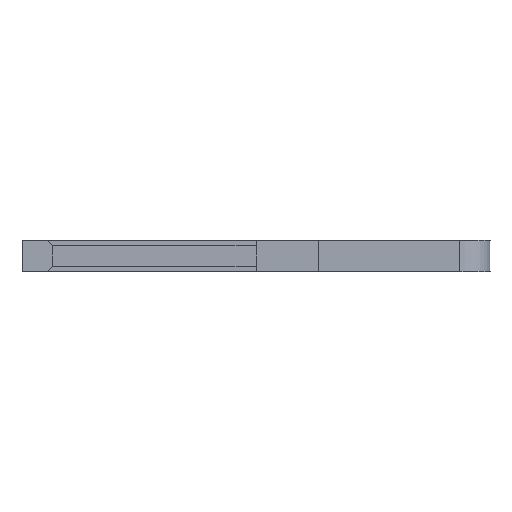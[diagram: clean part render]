
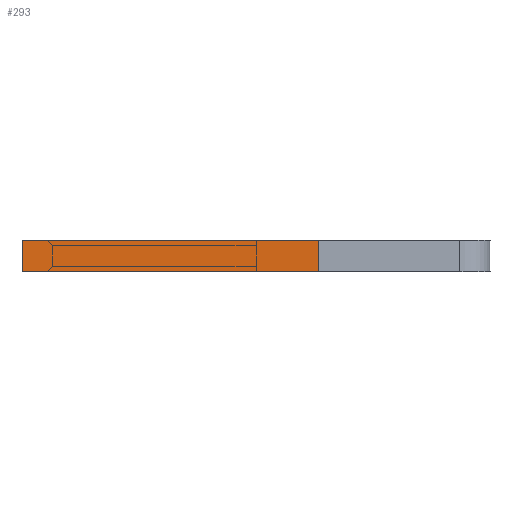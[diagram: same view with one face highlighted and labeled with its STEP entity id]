
A CAD part, left-side view. The second image highlights one B-rep face of the part: STEP entity #293.
In plain terms, the highlighted face is planar.
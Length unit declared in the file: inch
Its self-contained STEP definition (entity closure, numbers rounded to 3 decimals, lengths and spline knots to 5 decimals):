
#9 = CARTESIAN_POINT ( 'NONE',  ( -0.01, -0.04, -0.04 ) ) ;
#37 = CARTESIAN_POINT ( 'NONE',  ( 0.01, 0.15, -0.04 ) ) ;
#50 = DIRECTION ( 'NONE',  ( 0., 1., 0. ) ) ;
#133 = CARTESIAN_POINT ( 'NONE',  ( 0.01, -0.04, -0.04 ) ) ;
#150 = DIRECTION ( 'NONE',  ( 0., 0., 1. ) ) ;
#283 = DIRECTION ( 'NONE',  ( 0., 1., 0. ) ) ;
#293 = ADVANCED_FACE ( 'NONE', ( #830 ), #1601, .F. ) ;
#301 = VERTEX_POINT ( 'NONE', #1256 ) ;
#360 = VECTOR ( 'NONE', #283, 39.37008 ) ;
#461 = VECTOR ( 'NONE', #50, 39.37008 ) ;
#603 = CARTESIAN_POINT ( 'NONE',  ( 0.01, -0.04, -0.04 ) ) ;
#633 = VECTOR ( 'NONE', #792, 39.37008 ) ;
#640 = VERTEX_POINT ( 'NONE', #1982 ) ;
#690 = EDGE_LOOP ( 'NONE', ( #1231, #2188, #2021, #2237 ) ) ;
#792 = DIRECTION ( 'NONE',  ( -1., 0., 0. ) ) ;
#829 = DIRECTION ( 'NONE',  ( -1., 0., 0. ) ) ;
#830 = FACE_OUTER_BOUND ( 'NONE', #690, .T. ) ;
#911 = VECTOR ( 'NONE', #829, 39.37008 ) ;
#939 = LINE ( 'NONE', #1322, #360 ) ;
#1114 = LINE ( 'NONE', #603, #633 ) ;
#1156 = CARTESIAN_POINT ( 'NONE',  ( 0.01, 0.15, -0.04 ) ) ;
#1231 = ORIENTED_EDGE ( 'NONE', *, *, #1819, .T. ) ;
#1256 = CARTESIAN_POINT ( 'NONE',  ( -0.01, 0.15, -0.04 ) ) ;
#1265 = VERTEX_POINT ( 'NONE', #9 ) ;
#1322 = CARTESIAN_POINT ( 'NONE',  ( -0.01, 0.15, -0.04 ) ) ;
#1569 = EDGE_CURVE ( 'NONE', #2242, #1265, #1114, .T. ) ;
#1601 = PLANE ( 'NONE',  #1927 ) ;
#1607 = DIRECTION ( 'NONE',  ( 1., 0., 0. ) ) ;
#1758 = EDGE_CURVE ( 'NONE', #2242, #640, #2014, .T. ) ;
#1792 = CARTESIAN_POINT ( 'NONE',  ( 0.01, 0.15, -0.04 ) ) ;
#1819 = EDGE_CURVE ( 'NONE', #1265, #301, #939, .T. ) ;
#1861 = LINE ( 'NONE', #1156, #911 ) ;
#1927 = AXIS2_PLACEMENT_3D ( 'NONE', #1792, #150, #1607 ) ;
#1982 = CARTESIAN_POINT ( 'NONE',  ( 0.01, 0.15, -0.04 ) ) ;
#2014 = LINE ( 'NONE', #37, #461 ) ;
#2021 = ORIENTED_EDGE ( 'NONE', *, *, #1758, .F. ) ;
#2137 = EDGE_CURVE ( 'NONE', #640, #301, #1861, .T. ) ;
#2188 = ORIENTED_EDGE ( 'NONE', *, *, #2137, .F. ) ;
#2237 = ORIENTED_EDGE ( 'NONE', *, *, #1569, .T. ) ;
#2242 = VERTEX_POINT ( 'NONE', #133 ) ;
